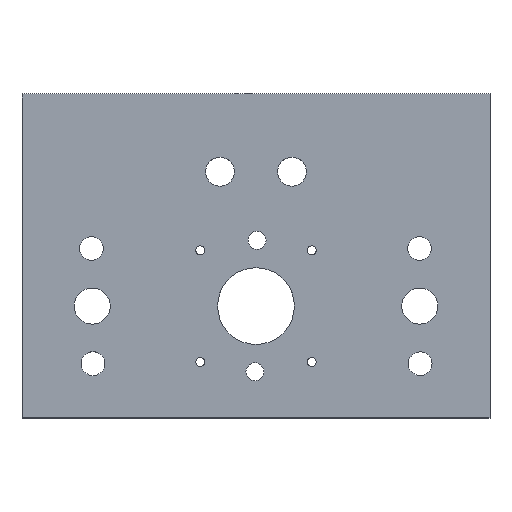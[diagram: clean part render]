
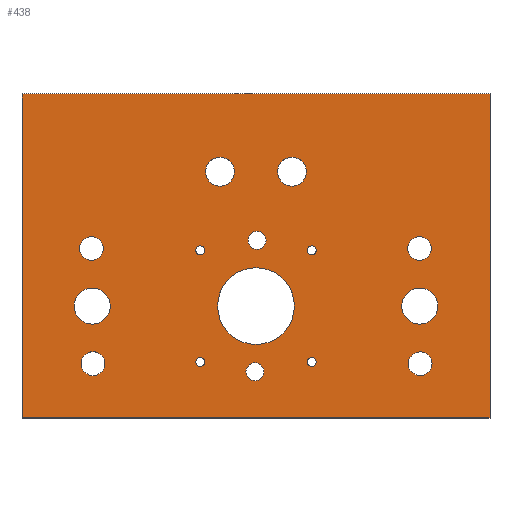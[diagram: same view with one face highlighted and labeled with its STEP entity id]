
A CAD part, top view. The second image highlights one B-rep face of the part: STEP entity #438.
In plain terms, the highlighted planar face has unit normal (0, 0, 1).
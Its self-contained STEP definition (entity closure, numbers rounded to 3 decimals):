
#15=FACE_BOUND('',#80,.T.);
#16=FACE_BOUND('',#81,.T.);
#17=FACE_BOUND('',#82,.T.);
#18=FACE_BOUND('',#83,.T.);
#19=FACE_BOUND('',#84,.T.);
#20=FACE_BOUND('',#85,.T.);
#21=FACE_BOUND('',#86,.T.);
#22=FACE_BOUND('',#87,.T.);
#23=FACE_BOUND('',#88,.T.);
#24=FACE_BOUND('',#89,.T.);
#25=FACE_BOUND('',#90,.T.);
#26=FACE_BOUND('',#91,.T.);
#27=FACE_BOUND('',#92,.T.);
#28=FACE_BOUND('',#93,.T.);
#29=FACE_BOUND('',#94,.T.);
#46=PLANE('',#491);
#58=FACE_OUTER_BOUND('',#79,.T.);
#79=EDGE_LOOP('',(#330,#331,#332,#333));
#80=EDGE_LOOP('',(#334));
#81=EDGE_LOOP('',(#335));
#82=EDGE_LOOP('',(#336));
#83=EDGE_LOOP('',(#337));
#84=EDGE_LOOP('',(#338));
#85=EDGE_LOOP('',(#339));
#86=EDGE_LOOP('',(#340));
#87=EDGE_LOOP('',(#341));
#88=EDGE_LOOP('',(#342));
#89=EDGE_LOOP('',(#343));
#90=EDGE_LOOP('',(#344));
#91=EDGE_LOOP('',(#345));
#92=EDGE_LOOP('',(#346));
#93=EDGE_LOOP('',(#347));
#94=EDGE_LOOP('',(#348));
#129=LINE('',#694,#156);
#133=LINE('',#702,#160);
#134=LINE('',#704,#161);
#135=LINE('',#705,#162);
#156=VECTOR('',#569,10.);
#160=VECTOR('',#575,10.);
#161=VECTOR('',#576,10.);
#162=VECTOR('',#577,10.);
#178=CIRCLE('',#474,3.3);
#180=CIRCLE('',#477,3.3);
#182=CIRCLE('',#480,3.3);
#184=CIRCLE('',#483,3.3);
#185=CIRCLE('',#485,2.5);
#187=CIRCLE('',#488,2.5);
#189=CIRCLE('',#492,4.);
#190=CIRCLE('',#493,4.);
#191=CIRCLE('',#494,10.65);
#192=CIRCLE('',#495,1.229);
#193=CIRCLE('',#496,1.229);
#194=CIRCLE('',#497,1.229);
#195=CIRCLE('',#498,1.229);
#196=CIRCLE('',#499,5.);
#197=CIRCLE('',#500,5.);
#208=VERTEX_POINT('',#658);
#210=VERTEX_POINT('',#664);
#212=VERTEX_POINT('',#670);
#214=VERTEX_POINT('',#676);
#215=VERTEX_POINT('',#680);
#217=VERTEX_POINT('',#686);
#219=VERTEX_POINT('',#692);
#220=VERTEX_POINT('',#693);
#223=VERTEX_POINT('',#701);
#224=VERTEX_POINT('',#703);
#225=VERTEX_POINT('',#706);
#226=VERTEX_POINT('',#708);
#227=VERTEX_POINT('',#710);
#228=VERTEX_POINT('',#712);
#229=VERTEX_POINT('',#714);
#230=VERTEX_POINT('',#716);
#231=VERTEX_POINT('',#718);
#232=VERTEX_POINT('',#720);
#233=VERTEX_POINT('',#722);
#247=EDGE_CURVE('',#208,#208,#178,.T.);
#250=EDGE_CURVE('',#210,#210,#180,.T.);
#253=EDGE_CURVE('',#212,#212,#182,.T.);
#256=EDGE_CURVE('',#214,#214,#184,.T.);
#257=EDGE_CURVE('',#215,#215,#185,.T.);
#260=EDGE_CURVE('',#217,#217,#187,.T.);
#263=EDGE_CURVE('',#219,#220,#129,.T.);
#267=EDGE_CURVE('',#220,#223,#133,.T.);
#268=EDGE_CURVE('',#223,#224,#134,.T.);
#269=EDGE_CURVE('',#224,#219,#135,.T.);
#270=EDGE_CURVE('',#225,#225,#189,.T.);
#271=EDGE_CURVE('',#226,#226,#190,.T.);
#272=EDGE_CURVE('',#227,#227,#191,.T.);
#273=EDGE_CURVE('',#228,#228,#192,.T.);
#274=EDGE_CURVE('',#229,#229,#193,.T.);
#275=EDGE_CURVE('',#230,#230,#194,.T.);
#276=EDGE_CURVE('',#231,#231,#195,.T.);
#277=EDGE_CURVE('',#232,#232,#196,.T.);
#278=EDGE_CURVE('',#233,#233,#197,.T.);
#330=ORIENTED_EDGE('',*,*,#263,.T.);
#331=ORIENTED_EDGE('',*,*,#267,.T.);
#332=ORIENTED_EDGE('',*,*,#268,.T.);
#333=ORIENTED_EDGE('',*,*,#269,.T.);
#334=ORIENTED_EDGE('',*,*,#247,.T.);
#335=ORIENTED_EDGE('',*,*,#250,.T.);
#336=ORIENTED_EDGE('',*,*,#253,.T.);
#337=ORIENTED_EDGE('',*,*,#256,.T.);
#338=ORIENTED_EDGE('',*,*,#257,.T.);
#339=ORIENTED_EDGE('',*,*,#260,.T.);
#340=ORIENTED_EDGE('',*,*,#270,.T.);
#341=ORIENTED_EDGE('',*,*,#271,.T.);
#342=ORIENTED_EDGE('',*,*,#272,.T.);
#343=ORIENTED_EDGE('',*,*,#273,.T.);
#344=ORIENTED_EDGE('',*,*,#274,.T.);
#345=ORIENTED_EDGE('',*,*,#275,.T.);
#346=ORIENTED_EDGE('',*,*,#276,.T.);
#347=ORIENTED_EDGE('',*,*,#277,.T.);
#348=ORIENTED_EDGE('',*,*,#278,.T.);
#438=ADVANCED_FACE('',(#58,#15,#16,#17,#18,#19,#20,#21,#22,#23,#24,#25,
#26,#27,#28,#29),#46,.T.);
#474=AXIS2_PLACEMENT_3D('',#660,#530,#531);
#477=AXIS2_PLACEMENT_3D('',#666,#537,#538);
#480=AXIS2_PLACEMENT_3D('',#672,#544,#545);
#483=AXIS2_PLACEMENT_3D('',#678,#551,#552);
#485=AXIS2_PLACEMENT_3D('',#681,#555,#556);
#488=AXIS2_PLACEMENT_3D('',#687,#562,#563);
#491=AXIS2_PLACEMENT_3D('',#700,#573,#574);
#492=AXIS2_PLACEMENT_3D('',#707,#578,#579);
#493=AXIS2_PLACEMENT_3D('',#709,#580,#581);
#494=AXIS2_PLACEMENT_3D('',#711,#582,#583);
#495=AXIS2_PLACEMENT_3D('',#713,#584,#585);
#496=AXIS2_PLACEMENT_3D('',#715,#586,#587);
#497=AXIS2_PLACEMENT_3D('',#717,#588,#589);
#498=AXIS2_PLACEMENT_3D('',#719,#590,#591);
#499=AXIS2_PLACEMENT_3D('',#721,#592,#593);
#500=AXIS2_PLACEMENT_3D('',#723,#594,#595);
#530=DIRECTION('center_axis',(0.,0.,-1.));
#531=DIRECTION('ref_axis',(1.,0.,0.));
#537=DIRECTION('center_axis',(0.,0.,-1.));
#538=DIRECTION('ref_axis',(1.,0.,0.));
#544=DIRECTION('center_axis',(0.,0.,-1.));
#545=DIRECTION('ref_axis',(1.,0.,0.));
#551=DIRECTION('center_axis',(0.,0.,-1.));
#552=DIRECTION('ref_axis',(1.,0.,0.));
#555=DIRECTION('center_axis',(0.,0.,-1.));
#556=DIRECTION('ref_axis',(1.,0.,0.));
#562=DIRECTION('center_axis',(0.,0.,-1.));
#563=DIRECTION('ref_axis',(1.,0.,0.));
#569=DIRECTION('',(-1.,0.,0.));
#573=DIRECTION('center_axis',(0.,0.,1.));
#574=DIRECTION('ref_axis',(1.,0.,0.));
#575=DIRECTION('',(0.,-1.,0.));
#576=DIRECTION('',(1.,0.,0.));
#577=DIRECTION('',(0.,1.,0.));
#578=DIRECTION('center_axis',(0.,0.,-1.));
#579=DIRECTION('ref_axis',(-1.,0.,0.));
#580=DIRECTION('center_axis',(0.,0.,-1.));
#581=DIRECTION('ref_axis',(-1.,0.,0.));
#582=DIRECTION('center_axis',(0.,0.,-1.));
#583=DIRECTION('ref_axis',(-1.,0.,0.));
#584=DIRECTION('center_axis',(0.,0.,-1.));
#585=DIRECTION('ref_axis',(-1.,0.,0.));
#586=DIRECTION('center_axis',(0.,0.,-1.));
#587=DIRECTION('ref_axis',(-1.,0.,0.));
#588=DIRECTION('center_axis',(0.,0.,-1.));
#589=DIRECTION('ref_axis',(-1.,0.,0.));
#590=DIRECTION('center_axis',(0.,0.,-1.));
#591=DIRECTION('ref_axis',(-1.,0.,0.));
#592=DIRECTION('center_axis',(0.,0.,-1.));
#593=DIRECTION('ref_axis',(-1.,0.,0.));
#594=DIRECTION('center_axis',(0.,0.,-1.));
#595=DIRECTION('ref_axis',(-1.,0.,0.));
#658=CARTESIAN_POINT('',(107.296,-74.92,3.4));
#660=CARTESIAN_POINT('Origin',(110.596,-74.92,3.4));
#664=CARTESIAN_POINT('',(16.425,-74.919,3.4));
#666=CARTESIAN_POINT('Origin',(19.725,-74.919,3.4));
#670=CARTESIAN_POINT('',(15.975,-42.922,3.4));
#672=CARTESIAN_POINT('Origin',(19.275,-42.922,3.4));
#676=CARTESIAN_POINT('',(107.104,-42.921,3.4));
#678=CARTESIAN_POINT('Origin',(110.404,-42.921,3.4));
#680=CARTESIAN_POINT('',(62.217,-77.168,3.4));
#681=CARTESIAN_POINT('Origin',(64.717,-77.168,3.4));
#686=CARTESIAN_POINT('',(62.783,-40.673,3.4));
#687=CARTESIAN_POINT('Origin',(65.283,-40.673,3.4));
#692=CARTESIAN_POINT('',(130.,0.,3.4));
#693=CARTESIAN_POINT('',(0.,0.,3.4));
#694=CARTESIAN_POINT('',(55.,0.,3.4));
#700=CARTESIAN_POINT('Origin',(65.,-43.3,3.4));
#701=CARTESIAN_POINT('',(0.,-90.,3.4));
#702=CARTESIAN_POINT('',(0.,0.,3.4));
#703=CARTESIAN_POINT('',(130.,-90.,3.4));
#704=CARTESIAN_POINT('',(0.,-90.,3.4));
#705=CARTESIAN_POINT('',(130.,-90.,3.4));
#706=CARTESIAN_POINT('',(79.,-21.6,3.4));
#707=CARTESIAN_POINT('Origin',(75.,-21.6,3.4));
#708=CARTESIAN_POINT('',(59.,-21.6,3.4));
#709=CARTESIAN_POINT('Origin',(55.,-21.6,3.4));
#710=CARTESIAN_POINT('',(75.65,-58.921,3.4));
#711=CARTESIAN_POINT('Origin',(65.,-58.921,3.4));
#712=CARTESIAN_POINT('',(81.73,-43.421,3.4));
#713=CARTESIAN_POINT('Origin',(80.5,-43.421,3.4));
#714=CARTESIAN_POINT('',(81.73,-74.421,3.4));
#715=CARTESIAN_POINT('Origin',(80.5,-74.421,3.4));
#716=CARTESIAN_POINT('',(50.73,-43.421,3.4));
#717=CARTESIAN_POINT('Origin',(49.5,-43.421,3.4));
#718=CARTESIAN_POINT('',(50.73,-74.421,3.4));
#719=CARTESIAN_POINT('Origin',(49.5,-74.421,3.4));
#720=CARTESIAN_POINT('',(115.5,-58.921,3.4));
#721=CARTESIAN_POINT('Origin',(110.5,-58.921,3.4));
#722=CARTESIAN_POINT('',(24.5,-58.921,3.4));
#723=CARTESIAN_POINT('Origin',(19.5,-58.921,3.4));
